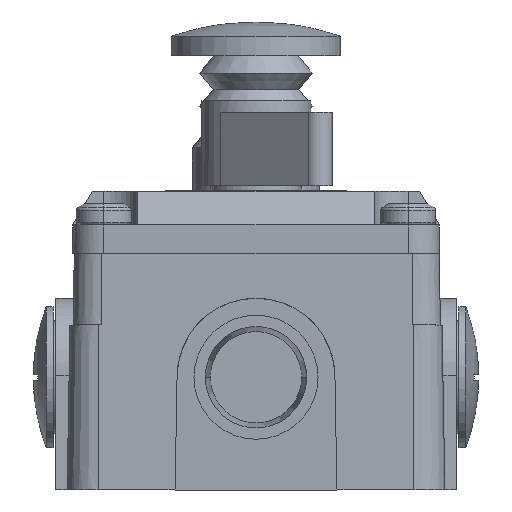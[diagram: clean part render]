
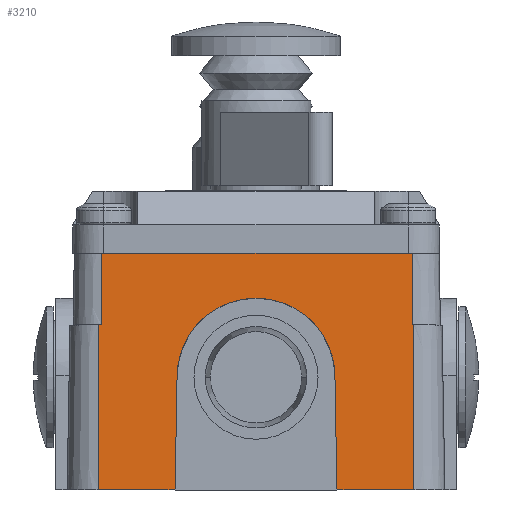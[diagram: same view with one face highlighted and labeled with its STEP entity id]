
A CAD part, front view. The second image highlights one B-rep face of the part: STEP entity #3210.
In plain terms, the highlighted planar face has unit normal (0, -1, 0.018).
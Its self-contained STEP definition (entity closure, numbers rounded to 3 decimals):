
#3210=ADVANCED_FACE('',(#6646),#6647,.T.);
#6646=FACE_OUTER_BOUND('',#10251,.T.);
#6647=PLANE('',#10252);
#10251=EDGE_LOOP('',(#19890,#19891,#19892,#19893,#19894,#19895,#19896,#19897,#19898,#19899,#19900,#19901,#19902,#19903));
#10252=AXIS2_PLACEMENT_3D('',#19904,#19905,#19906);
#19890=ORIENTED_EDGE('',*,*,#25006,.T.);
#19891=ORIENTED_EDGE('',*,*,#25021,.T.);
#19892=ORIENTED_EDGE('',*,*,#25148,.T.);
#19893=ORIENTED_EDGE('',*,*,#25145,.F.);
#19894=ORIENTED_EDGE('',*,*,#25118,.T.);
#19895=ORIENTED_EDGE('',*,*,#24796,.T.);
#19896=ORIENTED_EDGE('',*,*,#24757,.T.);
#19897=ORIENTED_EDGE('',*,*,#24777,.T.);
#19898=ORIENTED_EDGE('',*,*,#25108,.F.);
#19899=ORIENTED_EDGE('',*,*,#25143,.F.);
#19900=ORIENTED_EDGE('',*,*,#25149,.F.);
#19901=ORIENTED_EDGE('',*,*,#25022,.T.);
#19902=ORIENTED_EDGE('',*,*,#25015,.T.);
#19903=ORIENTED_EDGE('',*,*,#25011,.T.);
#19904=CARTESIAN_POINT('',(67.489,2.767,0.));
#19905=DIRECTION('',(0.0,-1.,0.017));
#19906=DIRECTION('',(0.0,0.017,1.));
#24757=EDGE_CURVE('',#30498,#30505,#30507,.T.);
#24777=EDGE_CURVE('',#30505,#30531,#30533,.T.);
#24796=EDGE_CURVE('',#30562,#30498,#30563,.T.);
#25006=EDGE_CURVE('',#30842,#30843,#30844,.T.);
#25011=EDGE_CURVE('',#30851,#30842,#30852,.T.);
#25015=EDGE_CURVE('',#30857,#30851,#30858,.T.);
#25021=EDGE_CURVE('',#30843,#30865,#30866,.T.);
#25022=EDGE_CURVE('',#30867,#30857,#30868,.T.);
#25108=EDGE_CURVE('',#30998,#30531,#31000,.T.);
#25118=EDGE_CURVE('',#31013,#30562,#31014,.T.);
#25143=EDGE_CURVE('',#31046,#30998,#31048,.T.);
#25145=EDGE_CURVE('',#31013,#31050,#31051,.T.);
#25148=EDGE_CURVE('',#30865,#31050,#31054,.T.);
#25149=EDGE_CURVE('',#30867,#31046,#31055,.T.);
#30498=VERTEX_POINT('',#38696);
#30505=VERTEX_POINT('',#38706);
#30507=LINE('',#38709,#38710);
#30531=VERTEX_POINT('',#38742);
#30533=LINE('',#38744,#38745);
#30562=VERTEX_POINT('',#38780);
#30563=LINE('',#38781,#38782);
#30842=VERTEX_POINT('',#39148);
#30843=VERTEX_POINT('',#39149);
#30844=LINE('',#39150,#39151);
#30851=VERTEX_POINT('',#39161);
#30852=ELLIPSE('',#39162,14.002,14.);
#30857=VERTEX_POINT('',#39168);
#30858=LINE('',#39169,#39170);
#30865=VERTEX_POINT('',#39180);
#30866=LINE('',#39181,#39182);
#30867=VERTEX_POINT('',#39183);
#30868=LINE('',#39184,#39185);
#30998=VERTEX_POINT('',#39382);
#31000=LINE('',#39384,#39385);
#31013=VERTEX_POINT('',#39429);
#31014=LINE('',#39430,#39431);
#31046=VERTEX_POINT('',#39527);
#31048=LINE('',#39529,#39530);
#31050=VERTEX_POINT('',#39532);
#31051=LINE('',#39533,#39534);
#31054=LINE('',#39537,#39538);
#31055=LINE('',#39539,#39540);
#38696=CARTESIAN_POINT('',(66.489,3.5,42.));
#38706=CARTESIAN_POINT('',(12.489,3.5,42.));
#38709=CARTESIAN_POINT('',(67.208,3.5,42.));
#38710=VECTOR('',#44298,1.0);
#38742=CARTESIAN_POINT('',(12.032,3.5,42.));
#38744=CARTESIAN_POINT('',(67.208,3.5,42.));
#38745=VECTOR('',#44322,1.0);
#38780=CARTESIAN_POINT('',(67.208,3.5,42.));
#38781=CARTESIAN_POINT('',(67.208,3.5,42.));
#38782=VECTOR('',#44353,1.0);
#39148=CARTESIAN_POINT('',(53.487,3.12,20.244));
#39149=CARTESIAN_POINT('',(53.841,2.767,0.0));
#39150=CARTESIAN_POINT('',(53.755,2.853,4.921));
#39151=VECTOR('',#44600,1.0);
#39161=CARTESIAN_POINT('',(25.491,3.12,20.244));
#39162=AXIS2_PLACEMENT_3D('',#44604,#44605,#44606);
#39168=CARTESIAN_POINT('',(25.138,2.767,0.0));
#39169=CARTESIAN_POINT('',(25.232,2.861,5.409));
#39170=VECTOR('',#44611,1.0);
#39180=CARTESIAN_POINT('',(67.489,2.767,0.));
#39181=CARTESIAN_POINT('',(11.489,2.767,0.));
#39182=VECTOR('',#44615,1.0);
#39183=CARTESIAN_POINT('',(11.489,2.767,0.));
#39184=CARTESIAN_POINT('',(11.489,2.767,0.));
#39185=VECTOR('',#44616,1.0);
#39382=CARTESIAN_POINT('',(12.032,3.278,29.267));
#39384=CARTESIAN_POINT('',(12.032,2.767,0.));
#39385=VECTOR('',#44735,1.0);
#39429=CARTESIAN_POINT('',(67.208,3.278,29.267));
#39430=CARTESIAN_POINT('',(67.208,2.767,0.));
#39431=VECTOR('',#44741,1.0);
#39527=CARTESIAN_POINT('',(11.489,3.278,29.267));
#39529=CARTESIAN_POINT('',(33.489,3.278,29.267));
#39530=VECTOR('',#44768,1.0);
#39532=CARTESIAN_POINT('',(67.489,3.278,29.267));
#39533=CARTESIAN_POINT('',(33.489,3.278,29.267));
#39534=VECTOR('',#44769,1.0);
#39537=CARTESIAN_POINT('',(67.489,2.767,0.));
#39538=VECTOR('',#44773,1.0);
#39539=CARTESIAN_POINT('',(11.489,2.767,0.));
#39540=VECTOR('',#44774,1.0);
#44298=DIRECTION('',(-1.0,0.0,0.0));
#44322=DIRECTION('',(-1.0,0.0,0.0));
#44353=DIRECTION('',(-1.0,0.0,0.0));
#44600=DIRECTION('',(0.017,-0.017,-1.));
#44604=CARTESIAN_POINT('',(39.489,3.116,20.));
#44605=DIRECTION('',(0.0,1.,-0.017));
#44606=DIRECTION('',(0.,0.017,1.));
#44611=DIRECTION('',(0.017,0.017,1.));
#44615=DIRECTION('',(1.0,0.0,0.0));
#44616=DIRECTION('',(1.0,0.0,0.0));
#44735=DIRECTION('',(0.,0.017,1.));
#44741=DIRECTION('',(0.0,0.017,1.));
#44768=DIRECTION('',(1.0,0.0,0.0));
#44769=DIRECTION('',(1.0,0.0,0.0));
#44773=DIRECTION('',(0.0,0.017,1.));
#44774=DIRECTION('',(0.,0.017,1.));
